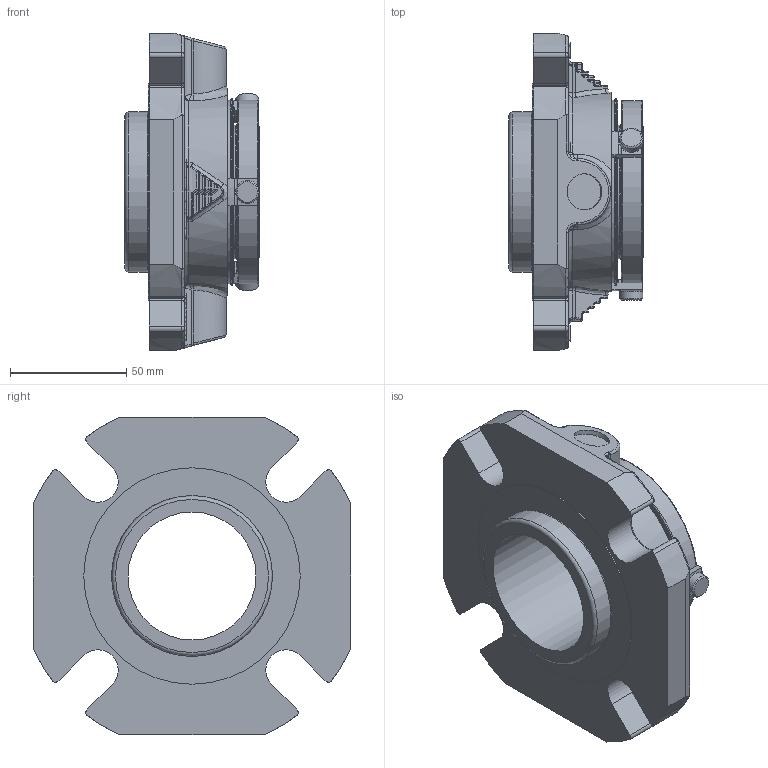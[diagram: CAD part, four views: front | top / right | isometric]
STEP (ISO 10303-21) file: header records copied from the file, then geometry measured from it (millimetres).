
FILE_DESCRIPTION(/* description */ ('Unknown'),/* implementation_level */ '2;1');
FILE_NAME(/* name */ '55mm SMSS SEAL ARRANGEMENT',/* time_stamp */ '2023-05-09T10:38:23+01:00',/* author */ ('Unknown'),/* organization */ ('Unknown'),/* preprocessor_version */ 'ST-DEVELOPER v18.102',/* originating_system */ 'Solid Edge',/* authorisation */ 'Unknown');
FILE_SCHEMA (('AUTOMOTIVE_DESIGN {1 0 10303 214 3 1 1}'));
Length unit declared in the file: millimetre
Products named in the file (1): 55mm
Bounding box: 57.63 x 136.5 x 136.5 mm (x, y, z)
Volume: 319339.9 mm3; surface area: 61874.2 mm2
Topology: 1 solids, 1 shells, 828 faces, 2160 edges, 1351 vertices
Faces by surface type: plane 274, cylinder 269, bspline 163, torus 76, sphere 36, cone 10
Full cylindrical faces by diameter (mm): 4.837 x2, 10 x3, 15.5 x2, 54.991 x1, 57.125 x1, 57.379 x1, 57.633 x1, 68.809 x1, 78.867 x2, 80.391 x1, 93 x1
Entity records: 27823 total; most frequent: CARTESIAN_POINT 8497, ORIENTED_EDGE 4214, DIRECTION 3737, EDGE_CURVE 2107, AXIS2_PLACEMENT_3D 1354, VERTEX_POINT 1339, LINE 1029, VECTOR 1029
